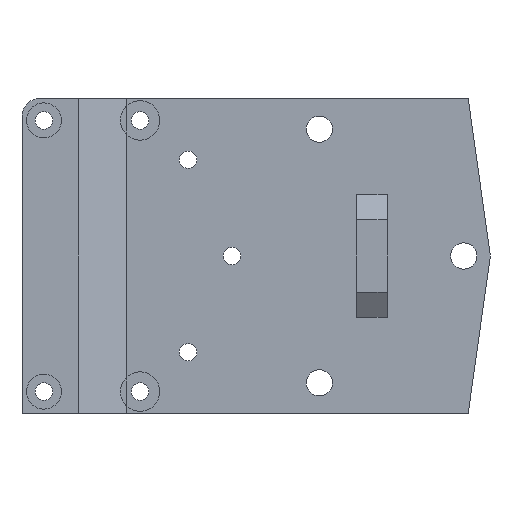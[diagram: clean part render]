
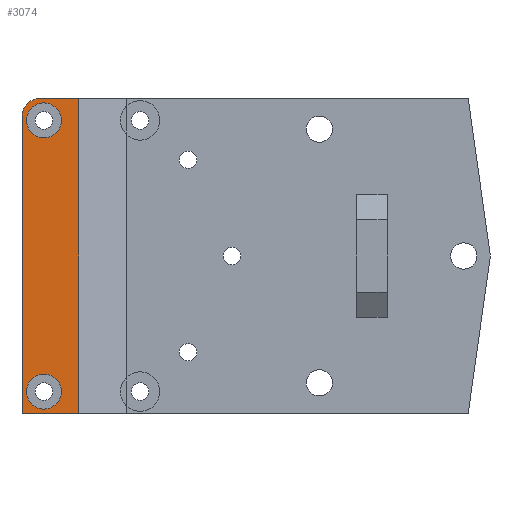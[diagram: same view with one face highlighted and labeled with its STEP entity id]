
A CAD part, left-side view. The second image highlights one B-rep face of the part: STEP entity #3074.
In plain terms, the highlighted planar face has unit normal (-1, 0, 0).
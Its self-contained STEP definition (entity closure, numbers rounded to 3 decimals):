
#42 = PLANE('',#43);
#43 = AXIS2_PLACEMENT_3D('',#44,#45,#46);
#44 = CARTESIAN_POINT('',(-19.,9.,0.));
#45 = DIRECTION('',(0.,0.,-1.));
#46 = DIRECTION('',(-1.,0.,0.));
#216 = VERTEX_POINT('',#217);
#217 = CARTESIAN_POINT('',(-32.,93.99,0.));
#231 = PLANE('',#232);
#232 = AXIS2_PLACEMENT_3D('',#233,#234,#235);
#233 = CARTESIAN_POINT('',(-32.,93.99,0.));
#234 = DIRECTION('',(0.94,0.342,0.));
#235 = DIRECTION('',(0.342,-0.94,0.));
#243 = EDGE_CURVE('',#244,#216,#246,.T.);
#244 = VERTEX_POINT('',#245);
#245 = CARTESIAN_POINT('',(-32.,106.99,0.));
#246 = SURFACE_CURVE('',#247,(#251,#258),.PCURVE_S1.);
#247 = LINE('',#248,#249);
#248 = CARTESIAN_POINT('',(-32.,106.99,0.));
#249 = VECTOR('',#250,1.);
#250 = DIRECTION('',(0.,-1.,0.));
#251 = PCURVE('',#42,#252);
#252 = DEFINITIONAL_REPRESENTATION('',(#253),#257);
#253 = LINE('',#254,#255);
#254 = CARTESIAN_POINT('',(13.,97.99));
#255 = VECTOR('',#256,1.);
#256 = DIRECTION('',(0.,-1.));
#257 = ( GEOMETRIC_REPRESENTATION_CONTEXT(2) 
PARAMETRIC_REPRESENTATION_CONTEXT() REPRESENTATION_CONTEXT('2D SPACE',''
  ) );
#258 = PCURVE('',#259,#264);
#259 = PLANE('',#260);
#260 = AXIS2_PLACEMENT_3D('',#261,#262,#263);
#261 = CARTESIAN_POINT('',(-32.,106.99,0.));
#262 = DIRECTION('',(1.,0.,0.));
#263 = DIRECTION('',(0.,-1.,0.));
#264 = DEFINITIONAL_REPRESENTATION('',(#265),#269);
#265 = LINE('',#266,#267);
#266 = CARTESIAN_POINT('',(0.,0.));
#267 = VECTOR('',#268,1.);
#268 = DIRECTION('',(1.,0.));
#269 = ( GEOMETRIC_REPRESENTATION_CONTEXT(2) 
PARAMETRIC_REPRESENTATION_CONTEXT() REPRESENTATION_CONTEXT('2D SPACE',''
  ) );
#287 = PLANE('',#288);
#288 = AXIS2_PLACEMENT_3D('',#289,#290,#291);
#289 = CARTESIAN_POINT('',(-32.,106.99,0.));
#290 = DIRECTION('',(0.,1.,0.));
#291 = DIRECTION('',(1.,0.,0.));
#987 = PLANE('',#988);
#988 = AXIS2_PLACEMENT_3D('',#989,#990,#991);
#989 = CARTESIAN_POINT('',(-19.,9.,72.));
#990 = DIRECTION('',(0.,0.,-1.));
#991 = DIRECTION('',(-1.,0.,0.));
#2695 = CYLINDRICAL_SURFACE('',#2696,4.);
#2696 = AXIS2_PLACEMENT_3D('',#2697,#2698,#2699);
#2697 = CARTESIAN_POINT('',(-32.,102.99,68.));
#2698 = DIRECTION('',(1.,0.,0.));
#2699 = DIRECTION('',(0.,1.,0.));
#2913 = EDGE_CURVE('',#216,#2914,#2916,.T.);
#2914 = VERTEX_POINT('',#2915);
#2915 = CARTESIAN_POINT('',(-32.,93.99,72.));
#2916 = SURFACE_CURVE('',#2917,(#2921,#2928),.PCURVE_S1.);
#2917 = LINE('',#2918,#2919);
#2918 = CARTESIAN_POINT('',(-32.,93.99,0.));
#2919 = VECTOR('',#2920,1.);
#2920 = DIRECTION('',(0.,0.,1.));
#2921 = PCURVE('',#231,#2922);
#2922 = DEFINITIONAL_REPRESENTATION('',(#2923),#2927);
#2923 = LINE('',#2924,#2925);
#2924 = CARTESIAN_POINT('',(0.,0.));
#2925 = VECTOR('',#2926,1.);
#2926 = DIRECTION('',(0.,-1.));
#2927 = ( GEOMETRIC_REPRESENTATION_CONTEXT(2) 
PARAMETRIC_REPRESENTATION_CONTEXT() REPRESENTATION_CONTEXT('2D SPACE',''
  ) );
#2928 = PCURVE('',#259,#2929);
#2929 = DEFINITIONAL_REPRESENTATION('',(#2930),#2934);
#2930 = LINE('',#2931,#2932);
#2931 = CARTESIAN_POINT('',(13.,0.));
#2932 = VECTOR('',#2933,1.);
#2933 = DIRECTION('',(0.,-1.));
#2934 = ( GEOMETRIC_REPRESENTATION_CONTEXT(2) 
PARAMETRIC_REPRESENTATION_CONTEXT() REPRESENTATION_CONTEXT('2D SPACE',''
  ) );
#3029 = EDGE_CURVE('',#244,#3030,#3032,.T.);
#3030 = VERTEX_POINT('',#3031);
#3031 = CARTESIAN_POINT('',(-32.,106.99,68.));
#3032 = SURFACE_CURVE('',#3033,(#3037,#3044),.PCURVE_S1.);
#3033 = LINE('',#3034,#3035);
#3034 = CARTESIAN_POINT('',(-32.,106.99,0.));
#3035 = VECTOR('',#3036,1.);
#3036 = DIRECTION('',(0.,0.,1.));
#3037 = PCURVE('',#287,#3038);
#3038 = DEFINITIONAL_REPRESENTATION('',(#3039),#3043);
#3039 = LINE('',#3040,#3041);
#3040 = CARTESIAN_POINT('',(0.,0.));
#3041 = VECTOR('',#3042,1.);
#3042 = DIRECTION('',(0.,-1.));
#3043 = ( GEOMETRIC_REPRESENTATION_CONTEXT(2) 
PARAMETRIC_REPRESENTATION_CONTEXT() REPRESENTATION_CONTEXT('2D SPACE',''
  ) );
#3044 = PCURVE('',#259,#3045);
#3045 = DEFINITIONAL_REPRESENTATION('',(#3046),#3050);
#3046 = LINE('',#3047,#3048);
#3047 = CARTESIAN_POINT('',(0.,0.));
#3048 = VECTOR('',#3049,1.);
#3049 = DIRECTION('',(0.,-1.));
#3050 = ( GEOMETRIC_REPRESENTATION_CONTEXT(2) 
PARAMETRIC_REPRESENTATION_CONTEXT() REPRESENTATION_CONTEXT('2D SPACE',''
  ) );
#3074 = ADVANCED_FACE('',(#3075,#3125,#3160),#259,.F.);
#3075 = FACE_BOUND('',#3076,.F.);
#3076 = EDGE_LOOP('',(#3077,#3078,#3102,#3123,#3124));
#3077 = ORIENTED_EDGE('',*,*,#3029,.T.);
#3078 = ORIENTED_EDGE('',*,*,#3079,.T.);
#3079 = EDGE_CURVE('',#3030,#3080,#3082,.T.);
#3080 = VERTEX_POINT('',#3081);
#3081 = CARTESIAN_POINT('',(-32.,102.99,72.));
#3082 = SURFACE_CURVE('',#3083,(#3088,#3095),.PCURVE_S1.);
#3083 = CIRCLE('',#3084,4.);
#3084 = AXIS2_PLACEMENT_3D('',#3085,#3086,#3087);
#3085 = CARTESIAN_POINT('',(-32.,102.99,68.));
#3086 = DIRECTION('',(1.,0.,-0.));
#3087 = DIRECTION('',(0.,0.,1.));
#3088 = PCURVE('',#259,#3089);
#3089 = DEFINITIONAL_REPRESENTATION('',(#3090),#3094);
#3090 = CIRCLE('',#3091,4.);
#3091 = AXIS2_PLACEMENT_2D('',#3092,#3093);
#3092 = CARTESIAN_POINT('',(4.,-68.));
#3093 = DIRECTION('',(0.,-1.));
#3094 = ( GEOMETRIC_REPRESENTATION_CONTEXT(2) 
PARAMETRIC_REPRESENTATION_CONTEXT() REPRESENTATION_CONTEXT('2D SPACE',''
  ) );
#3095 = PCURVE('',#2695,#3096);
#3096 = DEFINITIONAL_REPRESENTATION('',(#3097),#3101);
#3097 = LINE('',#3098,#3099);
#3098 = CARTESIAN_POINT('',(-4.712,0.));
#3099 = VECTOR('',#3100,1.);
#3100 = DIRECTION('',(1.,0.));
#3101 = ( GEOMETRIC_REPRESENTATION_CONTEXT(2) 
PARAMETRIC_REPRESENTATION_CONTEXT() REPRESENTATION_CONTEXT('2D SPACE',''
  ) );
#3102 = ORIENTED_EDGE('',*,*,#3103,.T.);
#3103 = EDGE_CURVE('',#3080,#2914,#3104,.T.);
#3104 = SURFACE_CURVE('',#3105,(#3109,#3116),.PCURVE_S1.);
#3105 = LINE('',#3106,#3107);
#3106 = CARTESIAN_POINT('',(-32.,106.99,72.));
#3107 = VECTOR('',#3108,1.);
#3108 = DIRECTION('',(0.,-1.,0.));
#3109 = PCURVE('',#259,#3110);
#3110 = DEFINITIONAL_REPRESENTATION('',(#3111),#3115);
#3111 = LINE('',#3112,#3113);
#3112 = CARTESIAN_POINT('',(0.,-72.));
#3113 = VECTOR('',#3114,1.);
#3114 = DIRECTION('',(1.,0.));
#3115 = ( GEOMETRIC_REPRESENTATION_CONTEXT(2) 
PARAMETRIC_REPRESENTATION_CONTEXT() REPRESENTATION_CONTEXT('2D SPACE',''
  ) );
#3116 = PCURVE('',#987,#3117);
#3117 = DEFINITIONAL_REPRESENTATION('',(#3118),#3122);
#3118 = LINE('',#3119,#3120);
#3119 = CARTESIAN_POINT('',(13.,97.99));
#3120 = VECTOR('',#3121,1.);
#3121 = DIRECTION('',(0.,-1.));
#3122 = ( GEOMETRIC_REPRESENTATION_CONTEXT(2) 
PARAMETRIC_REPRESENTATION_CONTEXT() REPRESENTATION_CONTEXT('2D SPACE',''
  ) );
#3123 = ORIENTED_EDGE('',*,*,#2913,.F.);
#3124 = ORIENTED_EDGE('',*,*,#243,.F.);
#3125 = FACE_BOUND('',#3126,.F.);
#3126 = EDGE_LOOP('',(#3127));
#3127 = ORIENTED_EDGE('',*,*,#3128,.T.);
#3128 = EDGE_CURVE('',#3129,#3129,#3131,.T.);
#3129 = VERTEX_POINT('',#3130);
#3130 = CARTESIAN_POINT('',(-32.,97.99,5.));
#3131 = SURFACE_CURVE('',#3132,(#3137,#3148),.PCURVE_S1.);
#3132 = CIRCLE('',#3133,4.);
#3133 = AXIS2_PLACEMENT_3D('',#3134,#3135,#3136);
#3134 = CARTESIAN_POINT('',(-32.,101.99,5.));
#3135 = DIRECTION('',(-1.,0.,0.));
#3136 = DIRECTION('',(0.,-1.,0.));
#3137 = PCURVE('',#259,#3138);
#3138 = DEFINITIONAL_REPRESENTATION('',(#3139),#3147);
#3139 = ( BOUNDED_CURVE() B_SPLINE_CURVE(2,(#3140,#3141,#3142,#3143,
#3144,#3145,#3146),.UNSPECIFIED.,.F.,.F.) B_SPLINE_CURVE_WITH_KNOTS((1,2
    ,2,2,2,1),(-2.094,0.,2.094,4.189,
6.283,8.378),.UNSPECIFIED.) CURVE() 
GEOMETRIC_REPRESENTATION_ITEM() RATIONAL_B_SPLINE_CURVE((1.,0.5,1.,0.5,
1.,0.5,1.)) REPRESENTATION_ITEM('') );
#3140 = CARTESIAN_POINT('',(9.,-5.));
#3141 = CARTESIAN_POINT('',(9.,-11.928));
#3142 = CARTESIAN_POINT('',(3.,-8.464));
#3143 = CARTESIAN_POINT('',(-3.,-5.));
#3144 = CARTESIAN_POINT('',(3.,-1.536));
#3145 = CARTESIAN_POINT('',(9.,1.928));
#3146 = CARTESIAN_POINT('',(9.,-5.));
#3147 = ( GEOMETRIC_REPRESENTATION_CONTEXT(2) 
PARAMETRIC_REPRESENTATION_CONTEXT() REPRESENTATION_CONTEXT('2D SPACE',''
  ) );
#3148 = PCURVE('',#3149,#3154);
#3149 = CYLINDRICAL_SURFACE('',#3150,4.);
#3150 = AXIS2_PLACEMENT_3D('',#3151,#3152,#3153);
#3151 = CARTESIAN_POINT('',(-32.,101.99,5.));
#3152 = DIRECTION('',(-1.,0.,0.));
#3153 = DIRECTION('',(0.,-1.,0.));
#3154 = DEFINITIONAL_REPRESENTATION('',(#3155),#3159);
#3155 = LINE('',#3156,#3157);
#3156 = CARTESIAN_POINT('',(0.,0.));
#3157 = VECTOR('',#3158,1.);
#3158 = DIRECTION('',(1.,0.));
#3159 = ( GEOMETRIC_REPRESENTATION_CONTEXT(2) 
PARAMETRIC_REPRESENTATION_CONTEXT() REPRESENTATION_CONTEXT('2D SPACE',''
  ) );
#3160 = FACE_BOUND('',#3161,.F.);
#3161 = EDGE_LOOP('',(#3162));
#3162 = ORIENTED_EDGE('',*,*,#3163,.T.);
#3163 = EDGE_CURVE('',#3164,#3164,#3166,.T.);
#3164 = VERTEX_POINT('',#3165);
#3165 = CARTESIAN_POINT('',(-32.,97.99,67.));
#3166 = SURFACE_CURVE('',#3167,(#3172,#3183),.PCURVE_S1.);
#3167 = CIRCLE('',#3168,4.);
#3168 = AXIS2_PLACEMENT_3D('',#3169,#3170,#3171);
#3169 = CARTESIAN_POINT('',(-32.,101.99,67.));
#3170 = DIRECTION('',(-1.,0.,0.));
#3171 = DIRECTION('',(0.,-1.,0.));
#3172 = PCURVE('',#259,#3173);
#3173 = DEFINITIONAL_REPRESENTATION('',(#3174),#3182);
#3174 = ( BOUNDED_CURVE() B_SPLINE_CURVE(2,(#3175,#3176,#3177,#3178,
#3179,#3180,#3181),.UNSPECIFIED.,.T.,.F.) B_SPLINE_CURVE_WITH_KNOTS((1,2
    ,2,2,2,1),(-2.094,0.,2.094,4.189,
6.283,8.378),.UNSPECIFIED.) CURVE() 
GEOMETRIC_REPRESENTATION_ITEM() RATIONAL_B_SPLINE_CURVE((1.,0.5,1.,0.5,
1.,0.5,1.)) REPRESENTATION_ITEM('') );
#3175 = CARTESIAN_POINT('',(9.,-67.));
#3176 = CARTESIAN_POINT('',(9.,-73.928));
#3177 = CARTESIAN_POINT('',(3.,-70.464));
#3178 = CARTESIAN_POINT('',(-3.,-67.));
#3179 = CARTESIAN_POINT('',(3.,-63.536));
#3180 = CARTESIAN_POINT('',(9.,-60.072));
#3181 = CARTESIAN_POINT('',(9.,-67.));
#3182 = ( GEOMETRIC_REPRESENTATION_CONTEXT(2) 
PARAMETRIC_REPRESENTATION_CONTEXT() REPRESENTATION_CONTEXT('2D SPACE',''
  ) );
#3183 = PCURVE('',#3184,#3189);
#3184 = CYLINDRICAL_SURFACE('',#3185,4.);
#3185 = AXIS2_PLACEMENT_3D('',#3186,#3187,#3188);
#3186 = CARTESIAN_POINT('',(-32.,101.99,67.));
#3187 = DIRECTION('',(-1.,0.,0.));
#3188 = DIRECTION('',(0.,-1.,0.));
#3189 = DEFINITIONAL_REPRESENTATION('',(#3190),#3194);
#3190 = LINE('',#3191,#3192);
#3191 = CARTESIAN_POINT('',(0.,0.));
#3192 = VECTOR('',#3193,1.);
#3193 = DIRECTION('',(1.,0.));
#3194 = ( GEOMETRIC_REPRESENTATION_CONTEXT(2) 
PARAMETRIC_REPRESENTATION_CONTEXT() REPRESENTATION_CONTEXT('2D SPACE',''
  ) );
